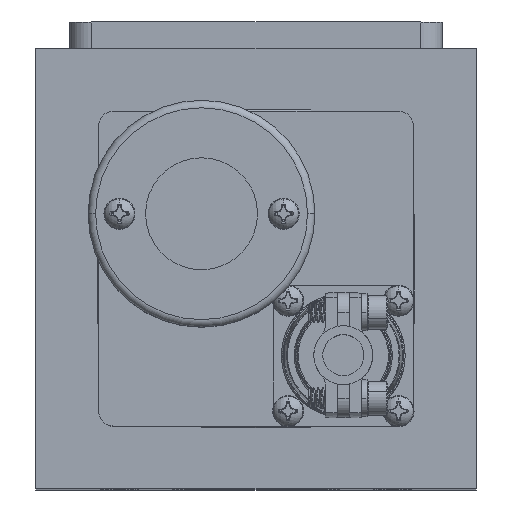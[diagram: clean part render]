
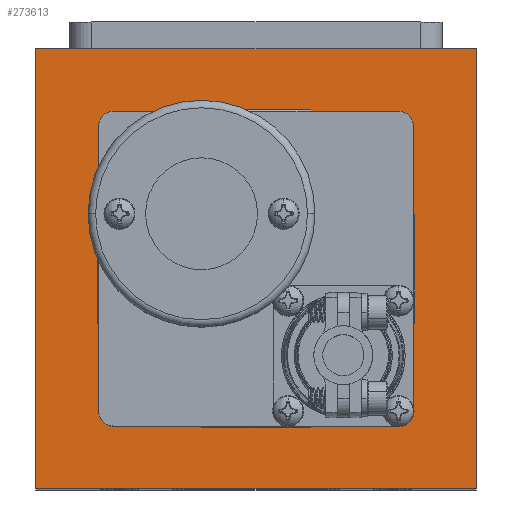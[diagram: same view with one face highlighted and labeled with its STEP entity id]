
A CAD part, top view. The second image highlights one B-rep face of the part: STEP entity #273613.
In plain terms, the highlighted planar face has unit normal (0, 0, 1).
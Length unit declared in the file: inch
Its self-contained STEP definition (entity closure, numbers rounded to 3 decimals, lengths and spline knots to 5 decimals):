
#2567 = ORIENTED_EDGE ( 'NONE', *, *, #252183, .F. ) ;
#12576 = CARTESIAN_POINT ( 'NONE',  ( -1.055, -1.055, 0. ) ) ;
#15608 = EDGE_CURVE ( 'NONE', #283406, #244786, #221655, .T. ) ;
#17996 = PLANE ( 'NONE',  #29744 ) ;
#25107 = CARTESIAN_POINT ( 'NONE',  ( 0.955, -0.955, 0. ) ) ;
#26911 = CIRCLE ( 'NONE', #220150, 0.1 ) ;
#29744 = AXIS2_PLACEMENT_3D ( 'NONE', #210767, #207607, #285586 ) ;
#30194 = DIRECTION ( 'NONE',  ( 0., 0., -1. ) ) ;
#37573 = DIRECTION ( 'NONE',  ( 1., 0., 0. ) ) ;
#40849 = CARTESIAN_POINT ( 'NONE',  ( -0.955, -1.055, 0. ) ) ;
#49411 = CARTESIAN_POINT ( 'NONE',  ( -0.955, -0.955, 0. ) ) ;
#50202 = CARTESIAN_POINT ( 'NONE',  ( -1.055, 0.955, 0. ) ) ;
#58527 = ORIENTED_EDGE ( 'NONE', *, *, #96663, .T. ) ;
#61111 = FACE_OUTER_BOUND ( 'NONE', #229321, .T. ) ;
#62427 = CARTESIAN_POINT ( 'NONE',  ( 0.955, 1.055, 0. ) ) ;
#63512 = VERTEX_POINT ( 'NONE', #139947 ) ;
#65314 = VECTOR ( 'NONE', #311473, 39.37008 ) ;
#69816 = DIRECTION ( 'NONE',  ( 0., 0., -1. ) ) ;
#70591 = EDGE_LOOP ( 'NONE', ( #84512, #199030, #150400, #158293, #202241, #149284, #2567, #58527 ) ) ;
#74478 = VECTOR ( 'NONE', #37573, 39.37008 ) ;
#77948 = EDGE_CURVE ( 'NONE', #266464, #172429, #204876, .T. ) ;
#78352 = DIRECTION ( 'NONE',  ( 0., 0., -1. ) ) ;
#80526 = CIRCLE ( 'NONE', #161901, 0.1 ) ;
#80923 = LINE ( 'NONE', #252877, #145959 ) ;
#84512 = ORIENTED_EDGE ( 'NONE', *, *, #268152, .F. ) ;
#96404 = EDGE_CURVE ( 'NONE', #283406, #174817, #148909, .T. ) ;
#96663 = EDGE_CURVE ( 'NONE', #119688, #163893, #198820, .T. ) ;
#104688 = DIRECTION ( 'NONE',  ( -1., 0., 0. ) ) ;
#108200 = LINE ( 'NONE', #12576, #164089 ) ;
#112085 = CARTESIAN_POINT ( 'NONE',  ( 1.055, -0.955, 0. ) ) ;
#117620 = DIRECTION ( 'NONE',  ( -1., 0., 0. ) ) ;
#119688 = VERTEX_POINT ( 'NONE', #62427 ) ;
#124992 = CARTESIAN_POINT ( 'NONE',  ( -1.055, -1.055, 0. ) ) ;
#126133 = CARTESIAN_POINT ( 'NONE',  ( -0.955, 0.955, 0. ) ) ;
#133304 = CARTESIAN_POINT ( 'NONE',  ( -1.055, 1.055, 0. ) ) ;
#133375 = DIRECTION ( 'NONE',  ( 0., 1., 0. ) ) ;
#135008 = DIRECTION ( 'NONE',  ( 0., -1., 0. ) ) ;
#139947 = CARTESIAN_POINT ( 'NONE',  ( -0.955, 1.055, 0. ) ) ;
#140259 = VECTOR ( 'NONE', #197546, 39.37008 ) ;
#141214 = VECTOR ( 'NONE', #133375, 39.37008 ) ;
#142955 = AXIS2_PLACEMENT_3D ( 'NONE', #287165, #166097, #220080 ) ;
#143535 = CARTESIAN_POINT ( 'NONE',  ( -1.475, -1.475, 0. ) ) ;
#145959 = VECTOR ( 'NONE', #135008, 39.37008 ) ;
#148909 = LINE ( 'NONE', #124992, #153147 ) ;
#149284 = ORIENTED_EDGE ( 'NONE', *, *, #300541, .T. ) ;
#150400 = ORIENTED_EDGE ( 'NONE', *, *, #96404, .F. ) ;
#153147 = VECTOR ( 'NONE', #290771, 39.37008 ) ;
#158293 = ORIENTED_EDGE ( 'NONE', *, *, #15608, .T. ) ;
#158788 = EDGE_CURVE ( 'NONE', #222176, #173136, #218935, .T. ) ;
#160387 = CARTESIAN_POINT ( 'NONE',  ( 1.055, -1.055, 0. ) ) ;
#161901 = AXIS2_PLACEMENT_3D ( 'NONE', #25107, #69816, #117620 ) ;
#163893 = VERTEX_POINT ( 'NONE', #251367 ) ;
#164089 = VECTOR ( 'NONE', #232353, 39.37008 ) ;
#166097 = DIRECTION ( 'NONE',  ( 0., 0., -1. ) ) ;
#167255 = CARTESIAN_POINT ( 'NONE',  ( 1.475, 1.475, 0. ) ) ;
#172429 = VERTEX_POINT ( 'NONE', #167255 ) ;
#173136 = VERTEX_POINT ( 'NONE', #223270 ) ;
#174817 = VERTEX_POINT ( 'NONE', #226491 ) ;
#190565 = EDGE_CURVE ( 'NONE', #233300, #244786, #108200, .T. ) ;
#191339 = LINE ( 'NONE', #143535, #140259 ) ;
#194130 = CARTESIAN_POINT ( 'NONE',  ( -1.475, 1.475, 0. ) ) ;
#196429 = AXIS2_PLACEMENT_3D ( 'NONE', #49411, #30194, #267552 ) ;
#197546 = DIRECTION ( 'NONE',  ( 0., 1., 0. ) ) ;
#198820 = CIRCLE ( 'NONE', #142955, 0.1 ) ;
#199030 = ORIENTED_EDGE ( 'NONE', *, *, #311968, .T. ) ;
#199397 = DIRECTION ( 'NONE',  ( -1., 0., 0. ) ) ;
#202241 = ORIENTED_EDGE ( 'NONE', *, *, #190565, .F. ) ;
#203496 = LINE ( 'NONE', #160387, #141214 ) ;
#204876 = LINE ( 'NONE', #300471, #74478 ) ;
#207607 = DIRECTION ( 'NONE',  ( 0., 0., 1. ) ) ;
#210767 = CARTESIAN_POINT ( 'NONE',  ( 0., 0., 0. ) ) ;
#214280 = CARTESIAN_POINT ( 'NONE',  ( 1.475, -1.475, 0. ) ) ;
#218935 = LINE ( 'NONE', #214280, #65314 ) ;
#220080 = DIRECTION ( 'NONE',  ( -1., 0., 0. ) ) ;
#220150 = AXIS2_PLACEMENT_3D ( 'NONE', #126133, #78352, #199397 ) ;
#221655 = CIRCLE ( 'NONE', #196429, 0.1 ) ;
#222176 = VERTEX_POINT ( 'NONE', #241410 ) ;
#223270 = CARTESIAN_POINT ( 'NONE',  ( -1.475, -1.475, 0. ) ) ;
#225954 = ORIENTED_EDGE ( 'NONE', *, *, #234834, .F. ) ;
#226491 = CARTESIAN_POINT ( 'NONE',  ( 0.955, -1.055, 0. ) ) ;
#229321 = EDGE_LOOP ( 'NONE', ( #225954, #282619, #252272, #268982 ) ) ;
#232353 = DIRECTION ( 'NONE',  ( 0., -1., 0. ) ) ;
#233300 = VERTEX_POINT ( 'NONE', #50202 ) ;
#233990 = CARTESIAN_POINT ( 'NONE',  ( -1.055, -0.955, 0. ) ) ;
#234834 = EDGE_CURVE ( 'NONE', #173136, #266464, #191339, .T. ) ;
#241410 = CARTESIAN_POINT ( 'NONE',  ( 1.475, -1.475, 0. ) ) ;
#244786 = VERTEX_POINT ( 'NONE', #233990 ) ;
#251367 = CARTESIAN_POINT ( 'NONE',  ( 1.055, 0.955, 0. ) ) ;
#252183 = EDGE_CURVE ( 'NONE', #119688, #63512, #257470, .T. ) ;
#252272 = ORIENTED_EDGE ( 'NONE', *, *, #266620, .F. ) ;
#252877 = CARTESIAN_POINT ( 'NONE',  ( 1.475, -1.475, 0. ) ) ;
#253839 = VECTOR ( 'NONE', #104688, 39.37008 ) ;
#257470 = LINE ( 'NONE', #133304, #253839 ) ;
#258497 = FACE_BOUND ( 'NONE', #70591, .T. ) ;
#266464 = VERTEX_POINT ( 'NONE', #194130 ) ;
#266620 = EDGE_CURVE ( 'NONE', #172429, #222176, #80923, .T. ) ;
#267552 = DIRECTION ( 'NONE',  ( -1., 0., 0. ) ) ;
#268152 = EDGE_CURVE ( 'NONE', #281279, #163893, #203496, .T. ) ;
#268982 = ORIENTED_EDGE ( 'NONE', *, *, #77948, .F. ) ;
#273613 = ADVANCED_FACE ( 'NONE', ( #61111, #258497 ), #17996, .T. ) ;
#281279 = VERTEX_POINT ( 'NONE', #112085 ) ;
#282619 = ORIENTED_EDGE ( 'NONE', *, *, #158788, .F. ) ;
#283406 = VERTEX_POINT ( 'NONE', #40849 ) ;
#285586 = DIRECTION ( 'NONE',  ( 1., 0., 0. ) ) ;
#287165 = CARTESIAN_POINT ( 'NONE',  ( 0.955, 0.955, 0. ) ) ;
#290771 = DIRECTION ( 'NONE',  ( 1., 0., 0. ) ) ;
#300471 = CARTESIAN_POINT ( 'NONE',  ( 1.475, 1.475, 0. ) ) ;
#300541 = EDGE_CURVE ( 'NONE', #233300, #63512, #26911, .T. ) ;
#311473 = DIRECTION ( 'NONE',  ( -1., 0., 0. ) ) ;
#311968 = EDGE_CURVE ( 'NONE', #281279, #174817, #80526, .T. ) ;
